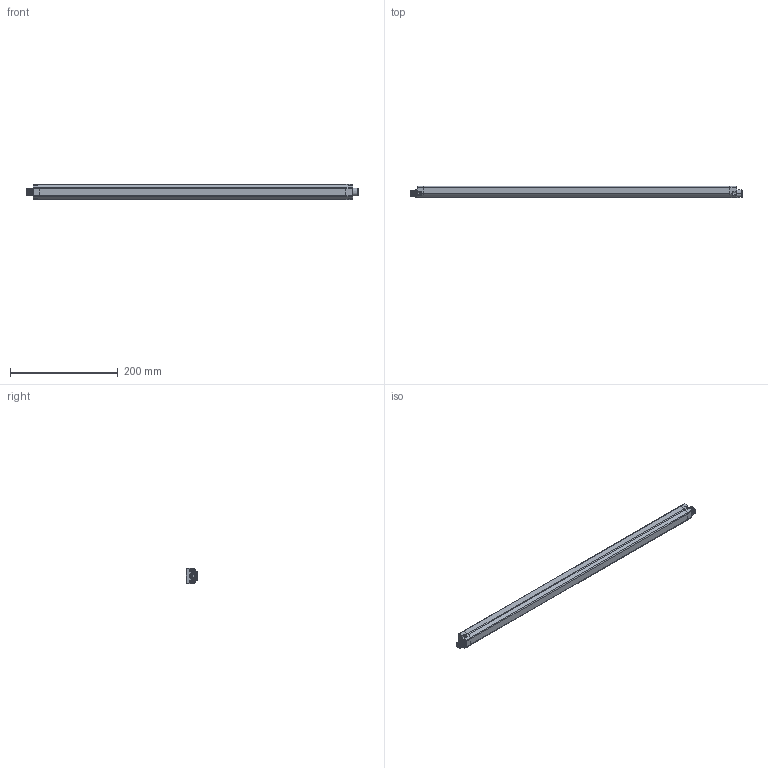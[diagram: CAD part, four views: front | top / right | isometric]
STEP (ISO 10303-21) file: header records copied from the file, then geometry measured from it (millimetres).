
FILE_DESCRIPTION((''),'2;1');
FILE_NAME('157898_SM01_ASM','2023-06-23T09:26:06',('banengservice'),('BANNER ENGINEERING'),'CREO PARAMETRIC BY PTC INC, 2022414','CREO PARAMETRIC BY PTC INC, 2022414','');
FILE_SCHEMA(('CONFIG_CONTROL_DESIGN'));
Length unit declared in the file: inch
Products named in the file (2): 157898_EP01; 157898_SM01_ASM
Assembly tree (1 placements, depth 2):
  157898_SM01_ASM
    157898_EP01
Bounding box: 616 x 20.99 x 28 mm (x, y, z)
Volume: 316079 mm3; surface area: 57678.1 mm2
Topology: 1 solids, 1 shells, 545 faces, 1403 edges, 889 vertices
Faces by surface type: cylinder 223, plane 187, cone 77, torus 25, bspline 25, sphere 8
Entity records: 27562 total; most frequent: CARTESIAN_POINT 14187, DIRECTION 2825, ORIENTED_EDGE 2790, EDGE_CURVE 1395, AXIS2_PLACEMENT_3D 1053, VERTEX_POINT 889, VECTOR 719, LINE 719
